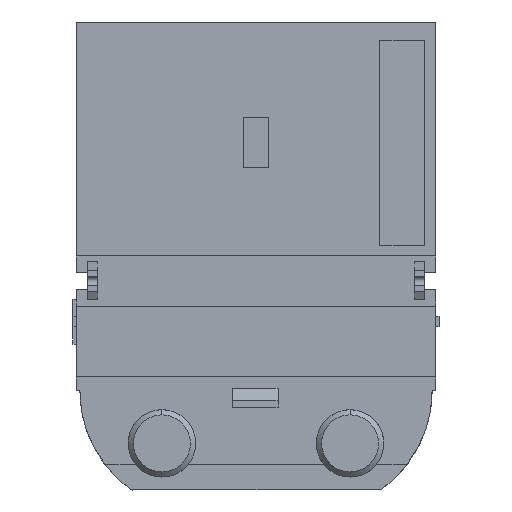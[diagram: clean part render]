
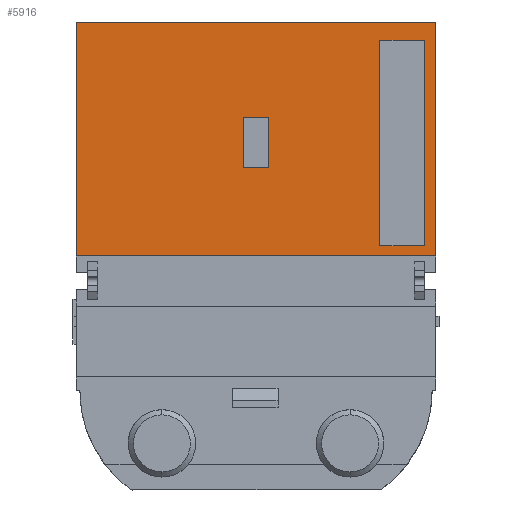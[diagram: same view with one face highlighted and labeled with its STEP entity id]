
A CAD part, front view. The second image highlights one B-rep face of the part: STEP entity #5916.
In plain terms, the highlighted planar face has unit normal (0, -1, 0).
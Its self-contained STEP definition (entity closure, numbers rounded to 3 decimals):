
#77 = VECTOR ( 'NONE', #2736, 1000. ) ;
#255 = VERTEX_POINT ( 'NONE', #941 ) ;
#520 = CARTESIAN_POINT ( 'NONE',  ( 9.765, 0.35, 13.95 ) ) ;
#524 = VERTEX_POINT ( 'NONE', #6814 ) ;
#550 = DIRECTION ( 'NONE',  ( 0., 0., 1. ) ) ;
#705 = DIRECTION ( 'NONE',  ( -1., 0., 0. ) ) ;
#791 = ORIENTED_EDGE ( 'NONE', *, *, #3711, .T. ) ;
#816 = CARTESIAN_POINT ( 'NONE',  ( 0.75, 0.35, 6.55 ) ) ;
#874 = DIRECTION ( 'NONE',  ( 0., 0., -1. ) ) ;
#941 = CARTESIAN_POINT ( 'NONE',  ( -10.4, 0.35, 15. ) ) ;
#981 = CARTESIAN_POINT ( 'NONE',  ( -10.4, 0.35, 15. ) ) ;
#1061 = ORIENTED_EDGE ( 'NONE', *, *, #5687, .F. ) ;
#1175 = CARTESIAN_POINT ( 'NONE',  ( 9.765, 0.35, 13.95 ) ) ;
#1399 = CARTESIAN_POINT ( 'NONE',  ( 9.765, 0.35, 2.05 ) ) ;
#1405 = ORIENTED_EDGE ( 'NONE', *, *, #5836, .F. ) ;
#1448 = DIRECTION ( 'NONE',  ( 0., 0., 1. ) ) ;
#1491 = VERTEX_POINT ( 'NONE', #4071 ) ;
#1670 = VECTOR ( 'NONE', #1674, 1000. ) ;
#1674 = DIRECTION ( 'NONE',  ( -1., 0., 0. ) ) ;
#1756 = VECTOR ( 'NONE', #4555, 1000. ) ;
#1763 = CARTESIAN_POINT ( 'NONE',  ( 0.75, 0.35, 9.45 ) ) ;
#1781 = VECTOR ( 'NONE', #1849, 1000. ) ;
#1844 = CARTESIAN_POINT ( 'NONE',  ( -10.4, 0.35, 15. ) ) ;
#1849 = DIRECTION ( 'NONE',  ( 1., 0., 0. ) ) ;
#1912 = VERTEX_POINT ( 'NONE', #6580 ) ;
#1918 = VERTEX_POINT ( 'NONE', #6079 ) ;
#1929 = LINE ( 'NONE', #1844, #5711 ) ;
#1983 = CARTESIAN_POINT ( 'NONE',  ( 10.4, 0.35, 15. ) ) ;
#2012 = EDGE_CURVE ( 'NONE', #6164, #3368, #4983, .T. ) ;
#2161 = ORIENTED_EDGE ( 'NONE', *, *, #4170, .F. ) ;
#2232 = VERTEX_POINT ( 'NONE', #3807 ) ;
#2279 = ORIENTED_EDGE ( 'NONE', *, *, #4746, .F. ) ;
#2383 = LINE ( 'NONE', #5763, #6154 ) ;
#2392 = CARTESIAN_POINT ( 'NONE',  ( -10.4, 0.35, 1.45 ) ) ;
#2395 = CARTESIAN_POINT ( 'NONE',  ( 10.4, 0.35, 15. ) ) ;
#2560 = DIRECTION ( 'NONE',  ( 0., 0., 1. ) ) ;
#2736 = DIRECTION ( 'NONE',  ( 0., 0., -1. ) ) ;
#2784 = VECTOR ( 'NONE', #550, 1000. ) ;
#2847 = LINE ( 'NONE', #6530, #1756 ) ;
#3051 = CARTESIAN_POINT ( 'NONE',  ( 0.75, 0.35, 9.45 ) ) ;
#3161 = EDGE_LOOP ( 'NONE', ( #2279, #4584, #5808, #791 ) ) ;
#3283 = FACE_OUTER_BOUND ( 'NONE', #3161, .T. ) ;
#3356 = VECTOR ( 'NONE', #4576, 1000. ) ;
#3368 = VERTEX_POINT ( 'NONE', #5137 ) ;
#3437 = ORIENTED_EDGE ( 'NONE', *, *, #6761, .F. ) ;
#3441 = FACE_BOUND ( 'NONE', #4253, .T. ) ;
#3451 = VECTOR ( 'NONE', #5627, 1000. ) ;
#3491 = EDGE_CURVE ( 'NONE', #1912, #1491, #6309, .T. ) ;
#3517 = LINE ( 'NONE', #1763, #6209 ) ;
#3580 = CARTESIAN_POINT ( 'NONE',  ( -10.4, 0.35, 15. ) ) ;
#3591 = VERTEX_POINT ( 'NONE', #4098 ) ;
#3709 = LINE ( 'NONE', #1983, #3872 ) ;
#3711 = EDGE_CURVE ( 'NONE', #3368, #5842, #3709, .T. ) ;
#3735 = EDGE_CURVE ( 'NONE', #6164, #255, #3788, .T. ) ;
#3786 = FACE_BOUND ( 'NONE', #6673, .T. ) ;
#3788 = LINE ( 'NONE', #3580, #2784 ) ;
#3807 = CARTESIAN_POINT ( 'NONE',  ( 7.165, 0.35, 13.95 ) ) ;
#3872 = VECTOR ( 'NONE', #1448, 1000. ) ;
#3914 = CARTESIAN_POINT ( 'NONE',  ( -10.4, 0.35, 1.45 ) ) ;
#3987 = EDGE_CURVE ( 'NONE', #1491, #4477, #2847, .T. ) ;
#4071 = CARTESIAN_POINT ( 'NONE',  ( 9.765, 0.35, 2.05 ) ) ;
#4098 = CARTESIAN_POINT ( 'NONE',  ( -0.75, 0.35, 6.55 ) ) ;
#4170 = EDGE_CURVE ( 'NONE', #524, #5109, #4540, .T. ) ;
#4210 = ORIENTED_EDGE ( 'NONE', *, *, #6672, .F. ) ;
#4253 = EDGE_LOOP ( 'NONE', ( #2161, #1405, #3437, #1061 ) ) ;
#4375 = VECTOR ( 'NONE', #6800, 1000. ) ;
#4462 = ORIENTED_EDGE ( 'NONE', *, *, #5347, .F. ) ;
#4477 = VERTEX_POINT ( 'NONE', #520 ) ;
#4540 = LINE ( 'NONE', #3051, #4375 ) ;
#4555 = DIRECTION ( 'NONE',  ( 0., 0., 1. ) ) ;
#4576 = DIRECTION ( 'NONE',  ( 1., 0., 0. ) ) ;
#4584 = ORIENTED_EDGE ( 'NONE', *, *, #3735, .F. ) ;
#4746 = EDGE_CURVE ( 'NONE', #255, #5842, #1929, .T. ) ;
#4863 = ORIENTED_EDGE ( 'NONE', *, *, #3491, .F. ) ;
#4872 = LINE ( 'NONE', #5509, #77 ) ;
#4983 = LINE ( 'NONE', #2392, #1781 ) ;
#5109 = VERTEX_POINT ( 'NONE', #6471 ) ;
#5127 = DIRECTION ( 'NONE',  ( 1., 0., 0. ) ) ;
#5137 = CARTESIAN_POINT ( 'NONE',  ( 10.4, 0.35, 1.45 ) ) ;
#5207 = PLANE ( 'NONE',  #6166 ) ;
#5303 = LINE ( 'NONE', #1175, #1670 ) ;
#5347 = EDGE_CURVE ( 'NONE', #2232, #1912, #2383, .T. ) ;
#5509 = CARTESIAN_POINT ( 'NONE',  ( -0.75, 0.35, 9.45 ) ) ;
#5627 = DIRECTION ( 'NONE',  ( 1., 0., 0. ) ) ;
#5687 = EDGE_CURVE ( 'NONE', #5109, #1918, #3517, .T. ) ;
#5711 = VECTOR ( 'NONE', #5127, 1000. ) ;
#5763 = CARTESIAN_POINT ( 'NONE',  ( 7.165, 0.35, 13.95 ) ) ;
#5808 = ORIENTED_EDGE ( 'NONE', *, *, #2012, .T. ) ;
#5836 = EDGE_CURVE ( 'NONE', #3591, #524, #6291, .T. ) ;
#5842 = VERTEX_POINT ( 'NONE', #2395 ) ;
#5916 = ADVANCED_FACE ( 'NONE', ( #3786, #3283, #3441 ), #5207, .F. ) ;
#6079 = CARTESIAN_POINT ( 'NONE',  ( -0.75, 0.35, 9.45 ) ) ;
#6094 = ORIENTED_EDGE ( 'NONE', *, *, #3987, .F. ) ;
#6154 = VECTOR ( 'NONE', #874, 1000. ) ;
#6164 = VERTEX_POINT ( 'NONE', #3914 ) ;
#6166 = AXIS2_PLACEMENT_3D ( 'NONE', #981, #6294, #2560 ) ;
#6209 = VECTOR ( 'NONE', #705, 1000. ) ;
#6291 = LINE ( 'NONE', #816, #3356 ) ;
#6294 = DIRECTION ( 'NONE',  ( 0., 1., 0. ) ) ;
#6309 = LINE ( 'NONE', #1399, #3451 ) ;
#6471 = CARTESIAN_POINT ( 'NONE',  ( 0.75, 0.35, 9.45 ) ) ;
#6530 = CARTESIAN_POINT ( 'NONE',  ( 9.765, 0.35, 13.95 ) ) ;
#6580 = CARTESIAN_POINT ( 'NONE',  ( 7.165, 0.35, 2.05 ) ) ;
#6672 = EDGE_CURVE ( 'NONE', #4477, #2232, #5303, .T. ) ;
#6673 = EDGE_LOOP ( 'NONE', ( #4210, #6094, #4863, #4462 ) ) ;
#6761 = EDGE_CURVE ( 'NONE', #1918, #3591, #4872, .T. ) ;
#6800 = DIRECTION ( 'NONE',  ( 0., 0., 1. ) ) ;
#6814 = CARTESIAN_POINT ( 'NONE',  ( 0.75, 0.35, 6.55 ) ) ;
